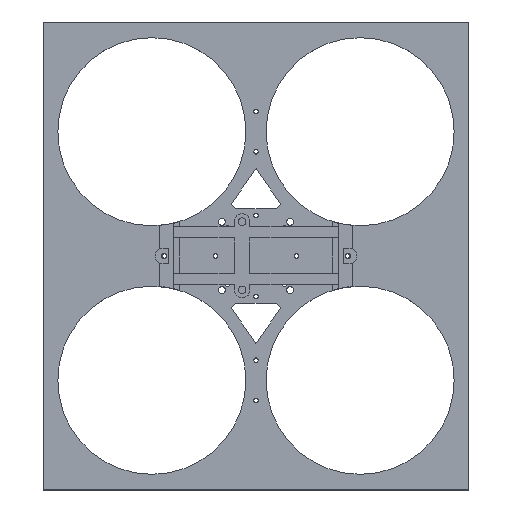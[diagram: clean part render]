
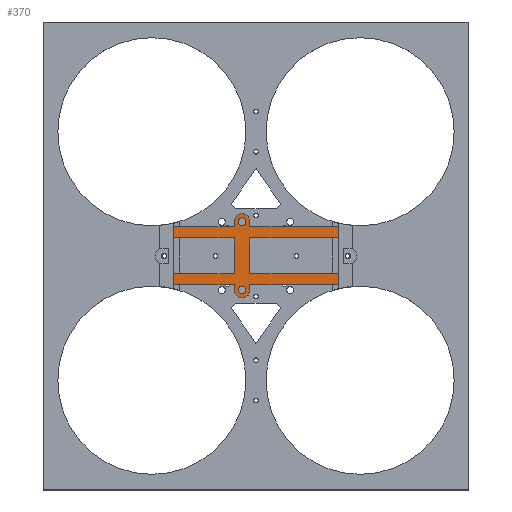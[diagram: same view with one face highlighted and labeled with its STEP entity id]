
A CAD part, top view. The second image highlights one B-rep face of the part: STEP entity #370.
In plain terms, the highlighted planar face has unit normal (0, 0, 1).
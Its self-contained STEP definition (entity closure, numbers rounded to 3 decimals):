
#370=ADVANCED_FACE('',(#1047,#1049,#1051),#1053,.T.);
#1047=FACE_BOUND('',#1048,.T.);
#1048=EDGE_LOOP('',(#1546,#1547,#1548,#1549,#1550,#1551,#1552,#1553,#1554,#1555,
#1556,#1557,#1558,#1559,#1560,#1561,#1562,#1563,#1564,#1565));
#1049=FACE_BOUND('',#1050,.T.);
#1050=EDGE_LOOP('',(#1566));
#1051=FACE_BOUND('',#1052,.T.);
#1052=EDGE_LOOP('',(#1567));
#1053=PLANE('',#1054);
#1054=AXIS2_PLACEMENT_3D('',#1055,#1056,#1057);
#1055=CARTESIAN_POINT('',(0.,0.,2.));
#1056=DIRECTION('',(0.,0.,1.));
#1057=DIRECTION('',(1.,0.,0.));
#1546=ORIENTED_EDGE('',*,*,#1828,.T.);
#1547=ORIENTED_EDGE('',*,*,#1829,.T.);
#1548=ORIENTED_EDGE('',*,*,#1830,.T.);
#1549=ORIENTED_EDGE('',*,*,#1831,.T.);
#1550=ORIENTED_EDGE('',*,*,#1832,.T.);
#1551=ORIENTED_EDGE('',*,*,#1833,.T.);
#1552=ORIENTED_EDGE('',*,*,#1834,.T.);
#1553=ORIENTED_EDGE('',*,*,#1835,.T.);
#1554=ORIENTED_EDGE('',*,*,#1836,.T.);
#1555=ORIENTED_EDGE('',*,*,#1837,.T.);
#1556=ORIENTED_EDGE('',*,*,#1838,.T.);
#1557=ORIENTED_EDGE('',*,*,#1839,.T.);
#1558=ORIENTED_EDGE('',*,*,#1840,.T.);
#1559=ORIENTED_EDGE('',*,*,#1841,.T.);
#1560=ORIENTED_EDGE('',*,*,#1842,.T.);
#1561=ORIENTED_EDGE('',*,*,#1843,.T.);
#1562=ORIENTED_EDGE('',*,*,#1844,.T.);
#1563=ORIENTED_EDGE('',*,*,#1845,.T.);
#1564=ORIENTED_EDGE('',*,*,#1846,.T.);
#1565=ORIENTED_EDGE('',*,*,#1847,.T.);
#1566=ORIENTED_EDGE('',*,*,#1848,.T.);
#1567=ORIENTED_EDGE('',*,*,#1849,.T.);
#1828=EDGE_CURVE('',#2188,#2189,#2190,.T.);
#1829=EDGE_CURVE('',#2189,#2191,#2192,.T.);
#1830=EDGE_CURVE('',#2191,#2193,#2194,.T.);
#1831=EDGE_CURVE('',#2193,#2195,#2196,.T.);
#1832=EDGE_CURVE('',#2195,#2197,#2198,.T.);
#1833=EDGE_CURVE('',#2197,#2199,#2200,.T.);
#1834=EDGE_CURVE('',#2199,#2201,#2202,.T.);
#1835=EDGE_CURVE('',#2201,#2203,#2204,.T.);
#1836=EDGE_CURVE('',#2203,#2205,#2206,.T.);
#1837=EDGE_CURVE('',#2205,#2207,#2208,.T.);
#1838=EDGE_CURVE('',#2207,#2209,#2210,.T.);
#1839=EDGE_CURVE('',#2209,#2211,#2212,.T.);
#1840=EDGE_CURVE('',#2211,#2213,#2214,.T.);
#1841=EDGE_CURVE('',#2213,#2215,#2216,.T.);
#1842=EDGE_CURVE('',#2215,#2217,#2218,.T.);
#1843=EDGE_CURVE('',#2217,#2219,#2220,.T.);
#1844=EDGE_CURVE('',#2219,#2221,#2222,.T.);
#1845=EDGE_CURVE('',#2221,#2223,#2224,.T.);
#1846=EDGE_CURVE('',#2223,#2225,#2226,.T.);
#1847=EDGE_CURVE('',#2225,#2188,#2227,.T.);
#1848=EDGE_CURVE('',#2228,#2228,#2229,.F.);
#1849=EDGE_CURVE('',#2230,#2230,#2231,.F.);
#2188=VERTEX_POINT('',#2988);
#2189=VERTEX_POINT('',#2989);
#2190=LINE('',#2990,#2991);
#2191=VERTEX_POINT('',#2993);
#2192=LINE('',#2994,#2995);
#2193=VERTEX_POINT('',#2997);
#2194=LINE('',#2998,#2999);
#2195=VERTEX_POINT('',#3001);
#2196=LINE('',#3002,#3003);
#2197=VERTEX_POINT('',#3005);
#2198=LINE('',#3006,#3007);
#2199=VERTEX_POINT('',#3009);
#2200=LINE('',#3010,#3011);
#2201=VERTEX_POINT('',#3013);
#2202=CIRCLE('',#3014,3.5);
#2203=VERTEX_POINT('',#3018);
#2204=LINE('',#3019,#3020);
#2205=VERTEX_POINT('',#3022);
#2206=LINE('',#3023,#3024);
#2207=VERTEX_POINT('',#3026);
#2208=LINE('',#3027,#3028);
#2209=VERTEX_POINT('',#3030);
#2210=LINE('',#3031,#3032);
#2211=VERTEX_POINT('',#3034);
#2212=LINE('',#3035,#3036);
#2213=VERTEX_POINT('',#3038);
#2214=LINE('',#3039,#3040);
#2215=VERTEX_POINT('',#3042);
#2216=LINE('',#3043,#3044);
#2217=VERTEX_POINT('',#3046);
#2218=LINE('',#3047,#3048);
#2219=VERTEX_POINT('',#3050);
#2220=LINE('',#3051,#3052);
#2221=VERTEX_POINT('',#3054);
#2222=CIRCLE('',#3055,3.5);
#2223=VERTEX_POINT('',#3059);
#2224=LINE('',#3060,#3061);
#2225=VERTEX_POINT('',#3063);
#2226=LINE('',#3064,#3065);
#2227=LINE('',#3067,#3068);
#2228=VERTEX_POINT('',#3070);
#2229=CIRCLE('',#3071,1.75);
#2230=VERTEX_POINT('',#3075);
#2231=CIRCLE('',#3076,1.75);
#2988=CARTESIAN_POINT('',(40.,-8.,2.));
#2989=CARTESIAN_POINT('',(-2.75,-8.,2.));
#2990=CARTESIAN_POINT('',(40.,-8.,2.));
#2991=VECTOR('',#2992,1.);
#2992=DIRECTION('',(-1.,0.,0.));
#2993=CARTESIAN_POINT('',(-2.75,8.,2.));
#2994=CARTESIAN_POINT('',(-2.75,-8.,2.));
#2995=VECTOR('',#2996,1.);
#2996=DIRECTION('',(0.,1.,0.));
#2997=CARTESIAN_POINT('',(40.,8.,2.));
#2998=CARTESIAN_POINT('',(-2.75,8.,2.));
#2999=VECTOR('',#3000,1.);
#3000=DIRECTION('',(1.,0.,0.));
#3001=CARTESIAN_POINT('',(40.,13.,2.));
#3002=CARTESIAN_POINT('',(40.,8.,2.));
#3003=VECTOR('',#3004,1.);
#3004=DIRECTION('',(0.,1.,0.));
#3005=CARTESIAN_POINT('',(-2.75,13.,2.));
#3006=CARTESIAN_POINT('',(40.,13.,2.));
#3007=VECTOR('',#3008,1.);
#3008=DIRECTION('',(-1.,0.,0.));
#3009=CARTESIAN_POINT('',(-2.75,15.25,2.));
#3010=CARTESIAN_POINT('',(-2.75,13.,2.));
#3011=VECTOR('',#3012,1.);
#3012=DIRECTION('',(0.,1.,0.));
#3013=CARTESIAN_POINT('',(-9.75,15.25,2.));
#3014=AXIS2_PLACEMENT_3D('',#3015,#3016,#3017);
#3015=CARTESIAN_POINT('',(-6.25,15.25,2.));
#3016=DIRECTION('',(0.,0.,1.));
#3017=DIRECTION('',(1.,0.,0.));
#3018=CARTESIAN_POINT('',(-9.75,13.,2.));
#3019=CARTESIAN_POINT('',(-9.75,15.25,2.));
#3020=VECTOR('',#3021,1.);
#3021=DIRECTION('',(0.,-1.,0.));
#3022=CARTESIAN_POINT('',(-40.,13.,2.));
#3023=CARTESIAN_POINT('',(-9.75,13.,2.));
#3024=VECTOR('',#3025,1.);
#3025=DIRECTION('',(-1.,0.,0.));
#3026=CARTESIAN_POINT('',(-40.,8.,2.));
#3027=CARTESIAN_POINT('',(-40.,13.,2.));
#3028=VECTOR('',#3029,1.);
#3029=DIRECTION('',(0.,-1.,0.));
#3030=CARTESIAN_POINT('',(-9.75,8.,2.));
#3031=CARTESIAN_POINT('',(-40.,8.,2.));
#3032=VECTOR('',#3033,1.);
#3033=DIRECTION('',(1.,0.,0.));
#3034=CARTESIAN_POINT('',(-9.75,-8.,2.));
#3035=CARTESIAN_POINT('',(-9.75,8.,2.));
#3036=VECTOR('',#3037,1.);
#3037=DIRECTION('',(0.,-1.,0.));
#3038=CARTESIAN_POINT('',(-40.,-8.,2.));
#3039=CARTESIAN_POINT('',(-9.75,-8.,2.));
#3040=VECTOR('',#3041,1.);
#3041=DIRECTION('',(-1.,0.,0.));
#3042=CARTESIAN_POINT('',(-40.,-13.,2.));
#3043=CARTESIAN_POINT('',(-40.,-8.,2.));
#3044=VECTOR('',#3045,1.);
#3045=DIRECTION('',(0.,-1.,0.));
#3046=CARTESIAN_POINT('',(-9.75,-13.,2.));
#3047=CARTESIAN_POINT('',(-40.,-13.,2.));
#3048=VECTOR('',#3049,1.);
#3049=DIRECTION('',(1.,0.,0.));
#3050=CARTESIAN_POINT('',(-9.75,-15.25,2.));
#3051=CARTESIAN_POINT('',(-9.75,-13.,2.));
#3052=VECTOR('',#3053,1.);
#3053=DIRECTION('',(0.,-1.,0.));
#3054=CARTESIAN_POINT('',(-2.75,-15.25,2.));
#3055=AXIS2_PLACEMENT_3D('',#3056,#3057,#3058);
#3056=CARTESIAN_POINT('',(-6.25,-15.25,2.));
#3057=DIRECTION('',(0.,0.,1.));
#3058=DIRECTION('',(-1.,0.,0.));
#3059=CARTESIAN_POINT('',(-2.75,-13.,2.));
#3060=CARTESIAN_POINT('',(-2.75,-15.25,2.));
#3061=VECTOR('',#3062,1.);
#3062=DIRECTION('',(0.,1.,0.));
#3063=CARTESIAN_POINT('',(40.,-13.,2.));
#3064=CARTESIAN_POINT('',(-2.75,-13.,2.));
#3065=VECTOR('',#3066,1.);
#3066=DIRECTION('',(1.,0.,0.));
#3067=CARTESIAN_POINT('',(40.,-13.,2.));
#3068=VECTOR('',#3069,1.);
#3069=DIRECTION('',(0.,1.,0.));
#3070=CARTESIAN_POINT('',(-4.5,15.25,2.));
#3071=AXIS2_PLACEMENT_3D('',#3072,#3073,#3074);
#3072=CARTESIAN_POINT('',(-6.25,15.25,2.));
#3073=DIRECTION('',(0.,0.,1.));
#3074=DIRECTION('',(1.,0.,0.));
#3075=CARTESIAN_POINT('',(-4.5,-15.25,2.));
#3076=AXIS2_PLACEMENT_3D('',#3077,#3078,#3079);
#3077=CARTESIAN_POINT('',(-6.25,-15.25,2.));
#3078=DIRECTION('',(0.,0.,1.));
#3079=DIRECTION('',(1.,0.,0.));
